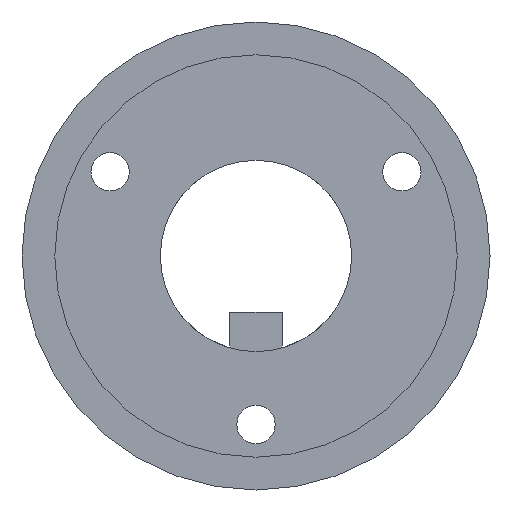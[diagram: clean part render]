
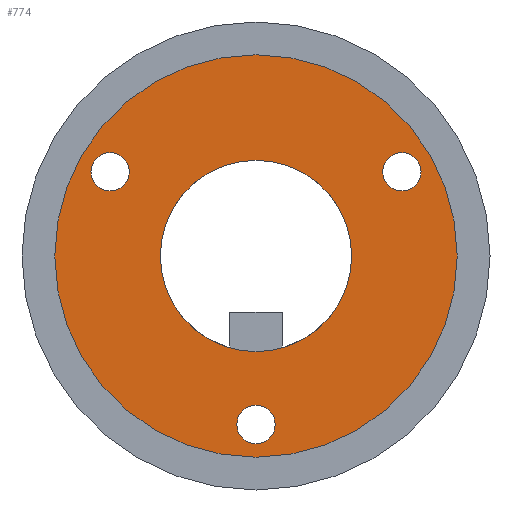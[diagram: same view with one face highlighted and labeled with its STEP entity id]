
A CAD part, front view. The second image highlights one B-rep face of the part: STEP entity #774.
In plain terms, the highlighted planar face has unit normal (0, -1, 0).
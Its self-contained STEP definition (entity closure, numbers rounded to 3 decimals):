
#9 = DIRECTION ( 'NONE',  ( 0., 0., -1. ) ) ;
#46 = AXIS2_PLACEMENT_3D ( 'NONE', #91, #1218, #1125 ) ;
#77 = DIRECTION ( 'NONE',  ( 0., -1., 0. ) ) ;
#91 = CARTESIAN_POINT ( 'NONE',  ( 0., 1., 0. ) ) ;
#104 = DIRECTION ( 'NONE',  ( 0., 1., 0. ) ) ;
#110 = DIRECTION ( 'NONE',  ( 0., 0., -1. ) ) ;
#111 = EDGE_CURVE ( 'NONE', #637, #1288, #1246, .T. ) ;
#143 = CARTESIAN_POINT ( 'NONE',  ( 0., 1., 0. ) ) ;
#155 = ORIENTED_EDGE ( 'NONE', *, *, #270, .T. ) ;
#186 = CIRCLE ( 'NONE', #569, 4.1 ) ;
#220 = ORIENTED_EDGE ( 'NONE', *, *, #111, .T. ) ;
#230 = ORIENTED_EDGE ( 'NONE', *, *, #551, .F. ) ;
#243 = EDGE_LOOP ( 'NONE', ( #1169, #677 ) ) ;
#255 = CIRCLE ( 'NONE', #573, 4.1 ) ;
#270 = EDGE_CURVE ( 'NONE', #1288, #637, #274, .T. ) ;
#274 = CIRCLE ( 'NONE', #1367, 4.1 ) ;
#306 = FACE_BOUND ( 'NONE', #533, .T. ) ;
#310 = EDGE_CURVE ( 'NONE', #1360, #506, #1155, .T. ) ;
#320 = VERTEX_POINT ( 'NONE', #956 ) ;
#426 = DIRECTION ( 'NONE',  ( 0., -1., 0. ) ) ;
#444 = EDGE_CURVE ( 'NONE', #1078, #1032, #1014, .T. ) ;
#453 = CARTESIAN_POINT ( 'NONE',  ( 0., 1., -20.45 ) ) ;
#460 = DIRECTION ( 'NONE',  ( 0., 1., 0. ) ) ;
#478 = AXIS2_PLACEMENT_3D ( 'NONE', #1101, #744, #983 ) ;
#490 = DIRECTION ( 'NONE',  ( 0., 0., -1. ) ) ;
#495 = DIRECTION ( 'NONE',  ( 0., -1., 0. ) ) ;
#506 = VERTEX_POINT ( 'NONE', #1220 ) ;
#520 = CIRCLE ( 'NONE', #1063, 20.45 ) ;
#533 = EDGE_LOOP ( 'NONE', ( #1100, #1370 ) ) ;
#535 = DIRECTION ( 'NONE',  ( 0., 0., -1. ) ) ;
#539 = DIRECTION ( 'NONE',  ( 0., 0., -1. ) ) ;
#540 = EDGE_CURVE ( 'NONE', #506, #1360, #764, .T. ) ;
#551 = EDGE_CURVE ( 'NONE', #320, #922, #1203, .T. ) ;
#569 = AXIS2_PLACEMENT_3D ( 'NONE', #579, #595, #9 ) ;
#573 = AXIS2_PLACEMENT_3D ( 'NONE', #1144, #104, #110 ) ;
#579 = CARTESIAN_POINT ( 'NONE',  ( -31.177, 1., 18. ) ) ;
#595 = DIRECTION ( 'NONE',  ( 0., 1., 0. ) ) ;
#608 = CARTESIAN_POINT ( 'NONE',  ( 31.177, 1., 18. ) ) ;
#618 = AXIS2_PLACEMENT_3D ( 'NONE', #979, #77, #535 ) ;
#622 = DIRECTION ( 'NONE',  ( 0., 0., -1. ) ) ;
#637 = VERTEX_POINT ( 'NONE', #1180 ) ;
#660 = CARTESIAN_POINT ( 'NONE',  ( 0., 1., 0. ) ) ;
#673 = DIRECTION ( 'NONE',  ( 0., 1., 0. ) ) ;
#677 = ORIENTED_EDGE ( 'NONE', *, *, #540, .T. ) ;
#686 = AXIS2_PLACEMENT_3D ( 'NONE', #143, #495, #490 ) ;
#689 = CARTESIAN_POINT ( 'NONE',  ( 0., 1., -43. ) ) ;
#744 = DIRECTION ( 'NONE',  ( 0., 1., 0. ) ) ;
#757 = FACE_OUTER_BOUND ( 'NONE', #243, .T. ) ;
#764 = CIRCLE ( 'NONE', #618, 43. ) ;
#768 = AXIS2_PLACEMENT_3D ( 'NONE', #1497, #460, #1160 ) ;
#772 = DIRECTION ( 'NONE',  ( 0., -1., 0. ) ) ;
#774 = ADVANCED_FACE ( 'NONE', ( #1468, #757, #306, #1245, #999 ), #1118, .T. ) ;
#798 = EDGE_LOOP ( 'NONE', ( #220, #155 ) ) ;
#847 = EDGE_CURVE ( 'NONE', #922, #320, #520, .T. ) ;
#852 = EDGE_LOOP ( 'NONE', ( #1068, #1432 ) ) ;
#865 = AXIS2_PLACEMENT_3D ( 'NONE', #1461, #426, #892 ) ;
#866 = VERTEX_POINT ( 'NONE', #1021 ) ;
#892 = DIRECTION ( 'NONE',  ( 0., 0., -1. ) ) ;
#902 = CARTESIAN_POINT ( 'NONE',  ( 31.177, 1., 13.9 ) ) ;
#922 = VERTEX_POINT ( 'NONE', #453 ) ;
#956 = CARTESIAN_POINT ( 'NONE',  ( 0., 1., 20.45 ) ) ;
#959 = EDGE_CURVE ( 'NONE', #1032, #1078, #186, .T. ) ;
#965 = ORIENTED_EDGE ( 'NONE', *, *, #847, .F. ) ;
#966 = CARTESIAN_POINT ( 'NONE',  ( -31.177, 1., 22.1 ) ) ;
#979 = CARTESIAN_POINT ( 'NONE',  ( 0., 1., 0. ) ) ;
#983 = DIRECTION ( 'NONE',  ( 0., 0., -1. ) ) ;
#988 = AXIS2_PLACEMENT_3D ( 'NONE', #1138, #673, #1357 ) ;
#999 = FACE_BOUND ( 'NONE', #852, .T. ) ;
#1014 = CIRCLE ( 'NONE', #478, 4.1 ) ;
#1021 = CARTESIAN_POINT ( 'NONE',  ( 0., 1., -31.9 ) ) ;
#1032 = VERTEX_POINT ( 'NONE', #966 ) ;
#1063 = AXIS2_PLACEMENT_3D ( 'NONE', #660, #772, #539 ) ;
#1068 = ORIENTED_EDGE ( 'NONE', *, *, #959, .T. ) ;
#1072 = VERTEX_POINT ( 'NONE', #1413 ) ;
#1078 = VERTEX_POINT ( 'NONE', #1099 ) ;
#1083 = DIRECTION ( 'NONE',  ( 0., 1., 0. ) ) ;
#1099 = CARTESIAN_POINT ( 'NONE',  ( -31.177, 1., 13.9 ) ) ;
#1100 = ORIENTED_EDGE ( 'NONE', *, *, #1307, .T. ) ;
#1101 = CARTESIAN_POINT ( 'NONE',  ( -31.177, 1., 18. ) ) ;
#1118 = PLANE ( 'NONE',  #46 ) ;
#1125 = DIRECTION ( 'NONE',  ( 0., 0., -1. ) ) ;
#1138 = CARTESIAN_POINT ( 'NONE',  ( 31.177, 1., 18. ) ) ;
#1144 = CARTESIAN_POINT ( 'NONE',  ( 0., 1., -36. ) ) ;
#1155 = CIRCLE ( 'NONE', #686, 43. ) ;
#1160 = DIRECTION ( 'NONE',  ( 0., 0., -1. ) ) ;
#1169 = ORIENTED_EDGE ( 'NONE', *, *, #310, .T. ) ;
#1180 = CARTESIAN_POINT ( 'NONE',  ( 31.177, 1., 22.1 ) ) ;
#1203 = CIRCLE ( 'NONE', #865, 20.45 ) ;
#1218 = DIRECTION ( 'NONE',  ( 0., -1., 0. ) ) ;
#1220 = CARTESIAN_POINT ( 'NONE',  ( 0., 1., 43. ) ) ;
#1245 = FACE_BOUND ( 'NONE', #798, .T. ) ;
#1246 = CIRCLE ( 'NONE', #988, 4.1 ) ;
#1288 = VERTEX_POINT ( 'NONE', #902 ) ;
#1307 = EDGE_CURVE ( 'NONE', #866, #1072, #255, .T. ) ;
#1312 = EDGE_LOOP ( 'NONE', ( #965, #230 ) ) ;
#1357 = DIRECTION ( 'NONE',  ( 0., 0., -1. ) ) ;
#1360 = VERTEX_POINT ( 'NONE', #689 ) ;
#1367 = AXIS2_PLACEMENT_3D ( 'NONE', #608, #1083, #622 ) ;
#1368 = EDGE_CURVE ( 'NONE', #1072, #866, #1422, .T. ) ;
#1370 = ORIENTED_EDGE ( 'NONE', *, *, #1368, .T. ) ;
#1413 = CARTESIAN_POINT ( 'NONE',  ( 0., 1., -40.1 ) ) ;
#1422 = CIRCLE ( 'NONE', #768, 4.1 ) ;
#1432 = ORIENTED_EDGE ( 'NONE', *, *, #444, .T. ) ;
#1461 = CARTESIAN_POINT ( 'NONE',  ( 0., 1., 0. ) ) ;
#1468 = FACE_BOUND ( 'NONE', #1312, .T. ) ;
#1497 = CARTESIAN_POINT ( 'NONE',  ( 0., 1., -36. ) ) ;
